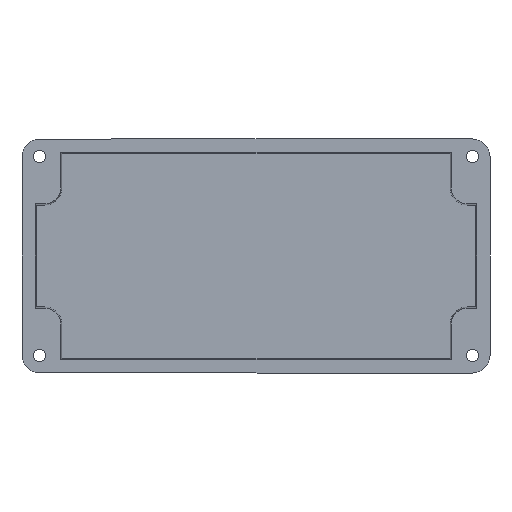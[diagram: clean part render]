
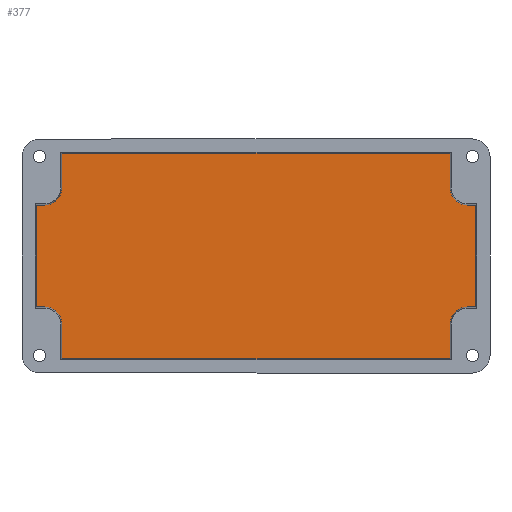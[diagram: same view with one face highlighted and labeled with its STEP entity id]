
A CAD part, front view. The second image highlights one B-rep face of the part: STEP entity #377.
In plain terms, the highlighted planar face has unit normal (0, -1, 0).
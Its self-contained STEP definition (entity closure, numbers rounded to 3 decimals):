
#238 = ORIENTED_EDGE ( 'NONE', *, *, #248, .T. ) ;
#248 = EDGE_CURVE ( 'NONE', #371, #381, #1174, .T. ) ;
#338 = ORIENTED_EDGE ( 'NONE', *, *, #339, .T. ) ;
#339 = EDGE_CURVE ( 'NONE', #391, #340, #1342, .T. ) ;
#340 = VERTEX_POINT ( 'NONE', #1348 ) ;
#341 = ORIENTED_EDGE ( 'NONE', *, *, #342, .T. ) ;
#342 = EDGE_CURVE ( 'NONE', #340, #343, #1347, .T. ) ;
#343 = VERTEX_POINT ( 'NONE', #1356 ) ;
#344 = ORIENTED_EDGE ( 'NONE', *, *, #345, .T. ) ;
#345 = EDGE_CURVE ( 'NONE', #343, #346, #1355, .T. ) ;
#346 = VERTEX_POINT ( 'NONE', #1372 ) ;
#347 = ORIENTED_EDGE ( 'NONE', *, *, #348, .T. ) ;
#348 = EDGE_CURVE ( 'NONE', #346, #349, #1371, .T. ) ;
#349 = VERTEX_POINT ( 'NONE', #1367 ) ;
#350 = ORIENTED_EDGE ( 'NONE', *, *, #351, .T. ) ;
#351 = EDGE_CURVE ( 'NONE', #349, #353, #1366, .T. ) ;
#353 = VERTEX_POINT ( 'NONE', #1362 ) ;
#354 = ORIENTED_EDGE ( 'NONE', *, *, #355, .T. ) ;
#355 = EDGE_CURVE ( 'NONE', #353, #356, #1361, .T. ) ;
#356 = VERTEX_POINT ( 'NONE', #1247 ) ;
#357 = ORIENTED_EDGE ( 'NONE', *, *, #358, .T. ) ;
#358 = EDGE_CURVE ( 'NONE', #356, #359, #1246, .T. ) ;
#359 = VERTEX_POINT ( 'NONE', #1241 ) ;
#360 = ORIENTED_EDGE ( 'NONE', *, *, #361, .T. ) ;
#361 = EDGE_CURVE ( 'NONE', #359, #362, #1240, .T. ) ;
#362 = VERTEX_POINT ( 'NONE', #1236 ) ;
#363 = ORIENTED_EDGE ( 'NONE', *, *, #364, .T. ) ;
#364 = EDGE_CURVE ( 'NONE', #362, #365, #1235, .T. ) ;
#365 = VERTEX_POINT ( 'NONE', #1231 ) ;
#366 = ORIENTED_EDGE ( 'NONE', *, *, #367, .T. ) ;
#367 = EDGE_CURVE ( 'NONE', #365, #368, #1230, .T. ) ;
#368 = VERTEX_POINT ( 'NONE', #1226 ) ;
#369 = ORIENTED_EDGE ( 'NONE', *, *, #370, .T. ) ;
#370 = EDGE_CURVE ( 'NONE', #368, #371, #1225, .T. ) ;
#371 = VERTEX_POINT ( 'NONE', #1220 ) ;
#377 = ADVANCED_FACE ( 'NONE', ( #1458 ), #1457, .F. ) ;
#378 = EDGE_LOOP ( 'NONE', ( #379, #383, #386, #389, #338, #341, #344, #347, #350, #354, #357, #360, #363, #366, #369, #238 ) ) ;
#379 = ORIENTED_EDGE ( 'NONE', *, *, #380, .T. ) ;
#380 = EDGE_CURVE ( 'NONE', #381, #382, #1452, .T. ) ;
#381 = VERTEX_POINT ( 'NONE', #1448 ) ;
#382 = VERTEX_POINT ( 'NONE', #1447 ) ;
#383 = ORIENTED_EDGE ( 'NONE', *, *, #384, .T. ) ;
#384 = EDGE_CURVE ( 'NONE', #382, #385, #1446, .T. ) ;
#385 = VERTEX_POINT ( 'NONE', #1442 ) ;
#386 = ORIENTED_EDGE ( 'NONE', *, *, #387, .T. ) ;
#387 = EDGE_CURVE ( 'NONE', #385, #388, #1441, .T. ) ;
#388 = VERTEX_POINT ( 'NONE', #1436 ) ;
#389 = ORIENTED_EDGE ( 'NONE', *, *, #390, .T. ) ;
#390 = EDGE_CURVE ( 'NONE', #388, #391, #1435, .T. ) ;
#391 = VERTEX_POINT ( 'NONE', #1431 ) ;
#1107 = DIRECTION ( 'NONE',  ( -1., 0., 0. ) ) ;
#1108 = VECTOR ( 'NONE', #1107, 1000. ) ;
#1109 = CARTESIAN_POINT ( 'NONE',  ( -75.5, 22., 17.416 ) ) ;
#1174 = LINE ( 'NONE', #1109, #1108 ) ;
#1220 = CARTESIAN_POINT ( 'NONE',  ( -72.3, 22., 17.416 ) ) ;
#1221 = DIRECTION ( 'NONE',  ( 0., 0., 1. ) ) ;
#1222 = DIRECTION ( 'NONE',  ( 0., 1., 0. ) ) ;
#1223 = CARTESIAN_POINT ( 'NONE',  ( -72.3, 22., 23.3 ) ) ;
#1224 = AXIS2_PLACEMENT_3D ( 'NONE', #1223, #1222, #1221 ) ;
#1225 = CIRCLE ( 'NONE', #1224, 5.884 ) ;
#1226 = CARTESIAN_POINT ( 'NONE',  ( -66.416, 22., 23.3 ) ) ;
#1227 = DIRECTION ( 'NONE',  ( 0., 0., -1. ) ) ;
#1228 = VECTOR ( 'NONE', #1227, 1000. ) ;
#1229 = CARTESIAN_POINT ( 'NONE',  ( -66.416, 22., 23.3 ) ) ;
#1230 = LINE ( 'NONE', #1229, #1228 ) ;
#1231 = CARTESIAN_POINT ( 'NONE',  ( -66.416, 22., 35.116 ) ) ;
#1232 = DIRECTION ( 'NONE',  ( -1., 0., 0. ) ) ;
#1233 = VECTOR ( 'NONE', #1232, 1000. ) ;
#1234 = CARTESIAN_POINT ( 'NONE',  ( -66.8, 22., 35.116 ) ) ;
#1235 = LINE ( 'NONE', #1234, #1233 ) ;
#1236 = CARTESIAN_POINT ( 'NONE',  ( 66.416, 22., 35.116 ) ) ;
#1237 = DIRECTION ( 'NONE',  ( 0., 0., 1. ) ) ;
#1238 = VECTOR ( 'NONE', #1237, 1000. ) ;
#1239 = CARTESIAN_POINT ( 'NONE',  ( 66.416, 22., 23.3 ) ) ;
#1240 = LINE ( 'NONE', #1239, #1238 ) ;
#1241 = CARTESIAN_POINT ( 'NONE',  ( 66.416, 22., 23.3 ) ) ;
#1242 = DIRECTION ( 'NONE',  ( 0., 0., 1. ) ) ;
#1243 = DIRECTION ( 'NONE',  ( 0., 1., 0. ) ) ;
#1244 = CARTESIAN_POINT ( 'NONE',  ( 72.3, 22., 23.3 ) ) ;
#1245 = AXIS2_PLACEMENT_3D ( 'NONE', #1244, #1243, #1242 ) ;
#1246 = CIRCLE ( 'NONE', #1245, 5.884 ) ;
#1247 = CARTESIAN_POINT ( 'NONE',  ( 72.3, 22., 17.416 ) ) ;
#1248 = DIRECTION ( 'NONE',  ( -1., 0., 0. ) ) ;
#1249 = VECTOR ( 'NONE', #1248, 1000. ) ;
#1342 = LINE ( 'NONE', #1351, #1350 ) ;
#1347 = LINE ( 'NONE', #1359, #1358 ) ;
#1348 = CARTESIAN_POINT ( 'NONE',  ( 66.416, 22., -35.116 ) ) ;
#1349 = DIRECTION ( 'NONE',  ( 1., 0., 0. ) ) ;
#1350 = VECTOR ( 'NONE', #1349, 1000. ) ;
#1351 = CARTESIAN_POINT ( 'NONE',  ( -66.8, 22., -35.116 ) ) ;
#1353 = CARTESIAN_POINT ( 'NONE',  ( 72.3, 22., -23.3 ) ) ;
#1354 = AXIS2_PLACEMENT_3D ( 'NONE', #1353, #1374, #1373 ) ;
#1355 = CIRCLE ( 'NONE', #1354, 5.884 ) ;
#1356 = CARTESIAN_POINT ( 'NONE',  ( 66.416, 22., -23.3 ) ) ;
#1357 = DIRECTION ( 'NONE',  ( 0., 0., 1. ) ) ;
#1358 = VECTOR ( 'NONE', #1357, 1000. ) ;
#1359 = CARTESIAN_POINT ( 'NONE',  ( 66.416, 22., -23.3 ) ) ;
#1360 = CARTESIAN_POINT ( 'NONE',  ( 75.5, 22., 17.416 ) ) ;
#1361 = LINE ( 'NONE', #1360, #1249 ) ;
#1362 = CARTESIAN_POINT ( 'NONE',  ( 75.116, 22., 17.416 ) ) ;
#1363 = DIRECTION ( 'NONE',  ( 0., 0., 1. ) ) ;
#1364 = VECTOR ( 'NONE', #1363, 1000. ) ;
#1365 = CARTESIAN_POINT ( 'NONE',  ( 75.116, 22., -17.8 ) ) ;
#1366 = LINE ( 'NONE', #1365, #1364 ) ;
#1367 = CARTESIAN_POINT ( 'NONE',  ( 75.116, 22., -17.416 ) ) ;
#1368 = DIRECTION ( 'NONE',  ( 1., 0., 0. ) ) ;
#1369 = VECTOR ( 'NONE', #1368, 1000. ) ;
#1370 = CARTESIAN_POINT ( 'NONE',  ( 75.5, 22., -17.416 ) ) ;
#1371 = LINE ( 'NONE', #1370, #1369 ) ;
#1372 = CARTESIAN_POINT ( 'NONE',  ( 72.3, 22., -17.416 ) ) ;
#1373 = DIRECTION ( 'NONE',  ( 0., 0., 1. ) ) ;
#1374 = DIRECTION ( 'NONE',  ( 0., 1., 0. ) ) ;
#1431 = CARTESIAN_POINT ( 'NONE',  ( -66.416, 22., -35.116 ) ) ;
#1432 = DIRECTION ( 'NONE',  ( 0., 0., -1. ) ) ;
#1433 = VECTOR ( 'NONE', #1432, 1000. ) ;
#1434 = CARTESIAN_POINT ( 'NONE',  ( -66.416, 22., -23.3 ) ) ;
#1435 = LINE ( 'NONE', #1434, #1433 ) ;
#1436 = CARTESIAN_POINT ( 'NONE',  ( -66.416, 22., -23.3 ) ) ;
#1437 = DIRECTION ( 'NONE',  ( 0., 0., 1. ) ) ;
#1438 = DIRECTION ( 'NONE',  ( 0., 1., 0. ) ) ;
#1439 = CARTESIAN_POINT ( 'NONE',  ( -72.3, 22., -23.3 ) ) ;
#1440 = AXIS2_PLACEMENT_3D ( 'NONE', #1439, #1438, #1437 ) ;
#1441 = CIRCLE ( 'NONE', #1440, 5.884 ) ;
#1442 = CARTESIAN_POINT ( 'NONE',  ( -72.3, 22., -17.416 ) ) ;
#1443 = DIRECTION ( 'NONE',  ( 1., 0., 0. ) ) ;
#1444 = VECTOR ( 'NONE', #1443, 1000. ) ;
#1445 = CARTESIAN_POINT ( 'NONE',  ( -75.5, 22., -17.416 ) ) ;
#1446 = LINE ( 'NONE', #1445, #1444 ) ;
#1447 = CARTESIAN_POINT ( 'NONE',  ( -75.116, 22., -17.416 ) ) ;
#1448 = CARTESIAN_POINT ( 'NONE',  ( -75.116, 22., 17.416 ) ) ;
#1449 = DIRECTION ( 'NONE',  ( 0., 0., -1. ) ) ;
#1450 = VECTOR ( 'NONE', #1449, 1000. ) ;
#1451 = CARTESIAN_POINT ( 'NONE',  ( -75.116, 22., -17.8 ) ) ;
#1452 = LINE ( 'NONE', #1451, #1450 ) ;
#1453 = DIRECTION ( 'NONE',  ( 0., 0., 1. ) ) ;
#1454 = DIRECTION ( 'NONE',  ( 0., 1., 0. ) ) ;
#1455 = CARTESIAN_POINT ( 'NONE',  ( 74., 22., -34. ) ) ;
#1456 = AXIS2_PLACEMENT_3D ( 'NONE', #1455, #1454, #1453 ) ;
#1457 = PLANE ( 'NONE',  #1456 ) ;
#1458 = FACE_OUTER_BOUND ( 'NONE', #378, .T. ) ;
